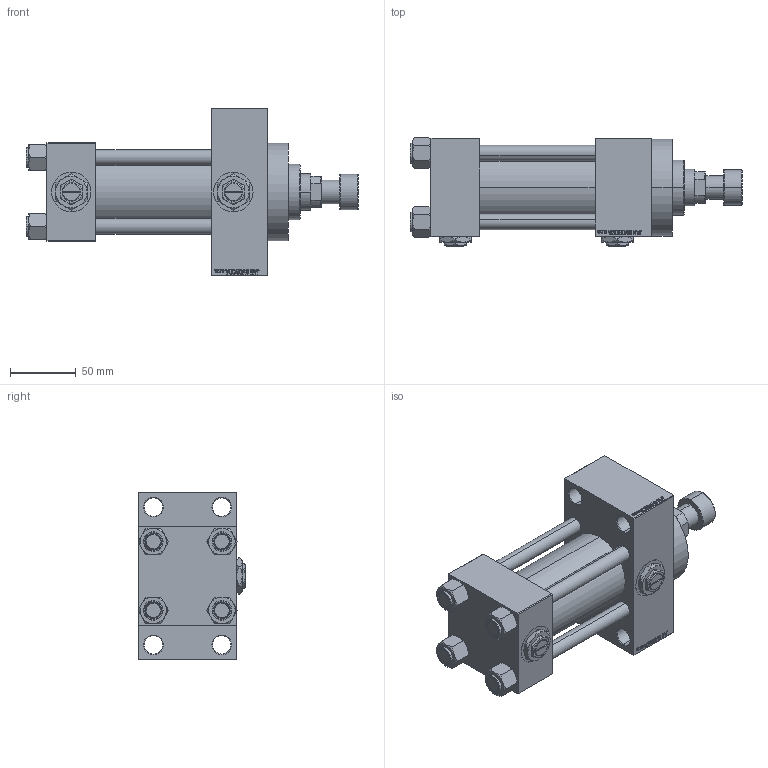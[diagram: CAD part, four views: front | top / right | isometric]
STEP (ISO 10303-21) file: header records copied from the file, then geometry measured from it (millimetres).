
FILE_DESCRIPTION (( 'STEP AP203' ), '1' );
FILE_NAME ('27e3.STEP', '2024-12-08T10:01:01', ( '' ), ( '' ), 'SwSTEP 2.0', 'SolidWorks 2019', '' );
FILE_SCHEMA (( 'CONFIG_CONTROL_DESIGN' ));
Length unit declared in the file: millimetre
Products named in the file (8): V215_VC_A fdc3da0bc1e62fcc3f10d524b6ab194f; V215CR_ROD_END_F fdc3da0bc1e62fcc3f10d524b6ab194f; V215CR_D_TYCINKA fdc3da0bc1e62fcc3f10d524b6ab194f; V215CR_D_Body fdc3da0bc1e62fcc3f10d524b6ab194f; 27e3; V215CR_VCP_D fdc3da0bc1e62fcc3f10d524b6ab194f; Zatka_pro_OIL_PORT fdc3da0bc1e62fcc3f10d524b6ab194f; NUT_M5_D fdc3da0bc1e62fcc3f10d524b6ab194f
Assembly tree (14 placements, depth 2):
  27e3
    V215CR_D_Body fdc3da0bc1e62fcc3f10d524b6ab194f
    V215CR_VCP_D fdc3da0bc1e62fcc3f10d524b6ab194f
    NUT_M5_D fdc3da0bc1e62fcc3f10d524b6ab194f  x4
    V215CR_D_TYCINKA fdc3da0bc1e62fcc3f10d524b6ab194f  x4
    V215_VC_A fdc3da0bc1e62fcc3f10d524b6ab194f
    V215CR_ROD_END_F fdc3da0bc1e62fcc3f10d524b6ab194f
    Zatka_pro_OIL_PORT fdc3da0bc1e62fcc3f10d524b6ab194f  x2
Bounding box: 253 x 82.27 x 128 mm (x, y, z)
Volume: 869505.2 mm3; surface area: 193513.8 mm2
Topology: 14 solids, 14 shells, 1219 faces, 3010 edges, 1937 vertices
Faces by surface type: plane 549, bspline 368, cone 186, cylinder 104, torus 12
Entity records: 49752 total; most frequent: CARTESIAN_POINT 25770, ORIENTED_EDGE 5320, DIRECTION 3528, EDGE_CURVE 2660, VERTEX_POINT 1735, VECTOR 1558, LINE 1558, EDGE_LOOP 1197
